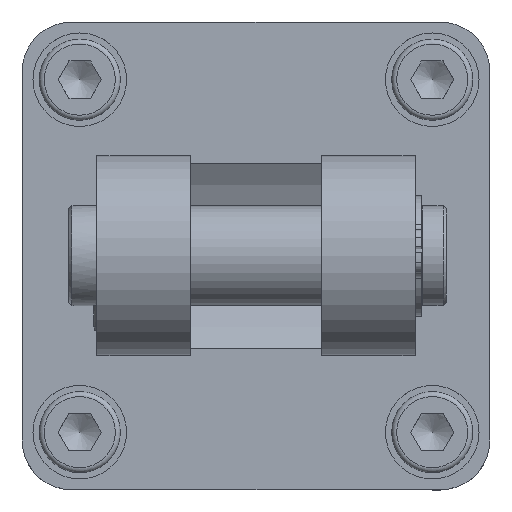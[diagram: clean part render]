
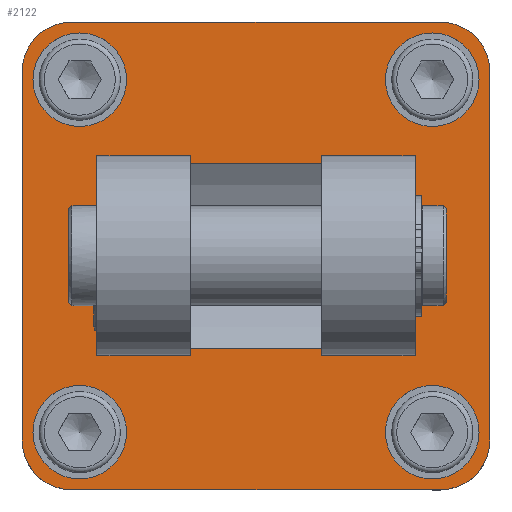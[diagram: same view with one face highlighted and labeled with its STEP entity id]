
A CAD part, top view. The second image highlights one B-rep face of the part: STEP entity #2122.
In plain terms, the highlighted planar face has unit normal (0, 0, 1).
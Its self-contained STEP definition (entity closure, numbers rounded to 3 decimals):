
#126=LINE('',#3450,#250);
#127=LINE('',#3454,#251);
#128=LINE('',#3458,#252);
#131=LINE('',#3465,#255);
#133=LINE('',#3471,#257);
#139=LINE('',#3486,#263);
#140=LINE('',#3488,#264);
#141=LINE('',#3489,#265);
#142=LINE('',#3491,#266);
#145=LINE('',#3497,#269);
#147=LINE('',#3504,#271);
#149=LINE('',#3507,#273);
#150=LINE('',#3553,#274);
#155=LINE('',#3567,#279);
#159=LINE('',#3579,#283);
#163=LINE('',#3591,#287);
#250=VECTOR('',#2777,21.);
#251=VECTOR('',#2780,21.);
#252=VECTOR('',#2785,1.237);
#255=VECTOR('',#2790,1.237);
#257=VECTOR('',#2794,15.);
#263=VECTOR('',#2808,15.);
#264=VECTOR('',#2811,1.237);
#265=VECTOR('',#2812,1.237);
#266=VECTOR('',#2815,32.);
#269=VECTOR('',#2820,15.);
#271=VECTOR('',#2828,15.);
#273=VECTOR('',#2832,32.);
#274=VECTOR('',#2891,59.);
#279=VECTOR('',#2904,59.);
#283=VECTOR('',#2916,59.);
#287=VECTOR('',#2928,59.);
#415=FACE_BOUND('',#746,.T.);
#416=FACE_BOUND('',#747,.T.);
#417=FACE_BOUND('',#748,.T.);
#418=FACE_BOUND('',#749,.T.);
#419=FACE_BOUND('',#750,.T.);
#550=FACE_OUTER_BOUND('',#745,.T.);
#745=EDGE_LOOP('',(#1766,#1767,#1768,#1769,#1770,#1771,#1772,#1773));
#746=EDGE_LOOP('',(#1774,#1775,#1776,#1777,#1778,#1779,#1780,#1781,#1782,
#1783,#1784,#1785));
#747=EDGE_LOOP('',(#1786));
#748=EDGE_LOOP('',(#1787));
#749=EDGE_LOOP('',(#1788));
#750=EDGE_LOOP('',(#1789));
#831=CIRCLE('',#2315,7.5);
#833=CIRCLE('',#2319,7.5);
#835=CIRCLE('',#2323,7.5);
#840=CIRCLE('',#2333,7.5);
#842=CIRCLE('',#2339,8.);
#844=CIRCLE('',#2343,8.);
#846=CIRCLE('',#2347,8.);
#848=CIRCLE('',#2351,8.);
#987=VERTEX_POINT('',#3448);
#988=VERTEX_POINT('',#3449);
#989=VERTEX_POINT('',#3451);
#990=VERTEX_POINT('',#3453);
#991=VERTEX_POINT('',#3457);
#994=VERTEX_POINT('',#3463);
#995=VERTEX_POINT('',#3467);
#997=VERTEX_POINT('',#3470);
#1001=VERTEX_POINT('',#3482);
#1002=VERTEX_POINT('',#3484);
#1004=VERTEX_POINT('',#3495);
#1006=VERTEX_POINT('',#3503);
#1010=VERTEX_POINT('',#3517);
#1012=VERTEX_POINT('',#3523);
#1014=VERTEX_POINT('',#3529);
#1019=VERTEX_POINT('',#3544);
#1021=VERTEX_POINT('',#3551);
#1022=VERTEX_POINT('',#3552);
#1025=VERTEX_POINT('',#3560);
#1027=VERTEX_POINT('',#3566);
#1029=VERTEX_POINT('',#3572);
#1031=VERTEX_POINT('',#3578);
#1033=VERTEX_POINT('',#3584);
#1035=VERTEX_POINT('',#3590);
#1220=EDGE_CURVE('',#987,#988,#126,.T.);
#1222=EDGE_CURVE('',#990,#989,#127,.T.);
#1224=EDGE_CURVE('',#991,#987,#128,.T.);
#1228=EDGE_CURVE('',#989,#994,#131,.T.);
#1230=EDGE_CURVE('',#997,#995,#133,.T.);
#1238=EDGE_CURVE('',#1001,#1002,#139,.T.);
#1239=EDGE_CURVE('',#988,#1001,#140,.T.);
#1240=EDGE_CURVE('',#995,#990,#141,.T.);
#1241=EDGE_CURVE('',#1002,#997,#142,.T.);
#1244=EDGE_CURVE('',#994,#1004,#145,.T.);
#1247=EDGE_CURVE('',#1006,#991,#147,.T.);
#1249=EDGE_CURVE('',#1004,#1006,#149,.T.);
#1253=EDGE_CURVE('',#1010,#1010,#831,.T.);
#1255=EDGE_CURVE('',#1012,#1012,#833,.T.);
#1257=EDGE_CURVE('',#1014,#1014,#835,.T.);
#1262=EDGE_CURVE('',#1019,#1019,#840,.T.);
#1264=EDGE_CURVE('',#1021,#1022,#150,.T.);
#1268=EDGE_CURVE('',#1022,#1025,#842,.T.);
#1271=EDGE_CURVE('',#1025,#1027,#155,.T.);
#1274=EDGE_CURVE('',#1027,#1029,#844,.T.);
#1277=EDGE_CURVE('',#1029,#1031,#159,.T.);
#1280=EDGE_CURVE('',#1031,#1033,#846,.T.);
#1283=EDGE_CURVE('',#1033,#1035,#163,.T.);
#1286=EDGE_CURVE('',#1035,#1021,#848,.T.);
#1766=ORIENTED_EDGE('',*,*,#1264,.F.);
#1767=ORIENTED_EDGE('',*,*,#1286,.F.);
#1768=ORIENTED_EDGE('',*,*,#1283,.F.);
#1769=ORIENTED_EDGE('',*,*,#1280,.F.);
#1770=ORIENTED_EDGE('',*,*,#1277,.F.);
#1771=ORIENTED_EDGE('',*,*,#1274,.F.);
#1772=ORIENTED_EDGE('',*,*,#1271,.F.);
#1773=ORIENTED_EDGE('',*,*,#1268,.F.);
#1774=ORIENTED_EDGE('',*,*,#1220,.T.);
#1775=ORIENTED_EDGE('',*,*,#1239,.T.);
#1776=ORIENTED_EDGE('',*,*,#1238,.T.);
#1777=ORIENTED_EDGE('',*,*,#1241,.T.);
#1778=ORIENTED_EDGE('',*,*,#1230,.T.);
#1779=ORIENTED_EDGE('',*,*,#1240,.T.);
#1780=ORIENTED_EDGE('',*,*,#1222,.T.);
#1781=ORIENTED_EDGE('',*,*,#1228,.T.);
#1782=ORIENTED_EDGE('',*,*,#1244,.T.);
#1783=ORIENTED_EDGE('',*,*,#1249,.T.);
#1784=ORIENTED_EDGE('',*,*,#1247,.T.);
#1785=ORIENTED_EDGE('',*,*,#1224,.T.);
#1786=ORIENTED_EDGE('',*,*,#1253,.T.);
#1787=ORIENTED_EDGE('',*,*,#1255,.T.);
#1788=ORIENTED_EDGE('',*,*,#1257,.T.);
#1789=ORIENTED_EDGE('',*,*,#1262,.T.);
#1859=PLANE('',#2354);
#2122=ADVANCED_FACE('',(#550,#415,#416,#417,#418,#419),#1859,.T.);
#2315=AXIS2_PLACEMENT_3D('',#3518,#2845,#2846);
#2319=AXIS2_PLACEMENT_3D('',#3524,#2853,#2854);
#2323=AXIS2_PLACEMENT_3D('',#3530,#2861,#2862);
#2333=AXIS2_PLACEMENT_3D('',#3545,#2881,#2882);
#2339=AXIS2_PLACEMENT_3D('',#3561,#2897,#2898);
#2343=AXIS2_PLACEMENT_3D('',#3573,#2909,#2910);
#2347=AXIS2_PLACEMENT_3D('',#3585,#2921,#2922);
#2351=AXIS2_PLACEMENT_3D('',#3596,#2933,#2934);
#2354=AXIS2_PLACEMENT_3D('',#3599,#2939,#2940);
#2777=DIRECTION('',(1.,0.,0.));
#2780=DIRECTION('',(-1.,0.,0.));
#2785=DIRECTION('',(0.,-1.,0.));
#2790=DIRECTION('',(0.,-1.,0.));
#2794=DIRECTION('',(-1.,0.,0.));
#2808=DIRECTION('',(1.,0.,0.));
#2811=DIRECTION('',(0.,1.,0.));
#2812=DIRECTION('',(0.,1.,0.));
#2815=DIRECTION('',(0.,-1.,0.));
#2820=DIRECTION('',(-1.,0.,0.));
#2828=DIRECTION('',(1.,0.,0.));
#2832=DIRECTION('',(0.,1.,0.));
#2845=DIRECTION('center_axis',(0.,0.,
-1.));
#2846=DIRECTION('ref_axis',(-1.,0.,0.));
#2853=DIRECTION('center_axis',(0.,0.,
-1.));
#2854=DIRECTION('ref_axis',(-1.,0.,0.));
#2861=DIRECTION('center_axis',(0.,0.,
-1.));
#2862=DIRECTION('ref_axis',(-1.,0.,0.));
#2881=DIRECTION('center_axis',(0.,0.,
-1.));
#2882=DIRECTION('ref_axis',(-1.,0.,0.));
#2891=DIRECTION('',(1.,0.,0.));
#2897=DIRECTION('center_axis',(0.,0.,
-1.));
#2898=DIRECTION('ref_axis',(1.,0.,0.));
#2904=DIRECTION('',(0.,-1.,0.));
#2909=DIRECTION('center_axis',(0.,0.,
-1.));
#2910=DIRECTION('ref_axis',(0.,-1.,0.));
#2916=DIRECTION('',(-1.,0.,0.));
#2921=DIRECTION('center_axis',(0.,0.,
-1.));
#2922=DIRECTION('ref_axis',(-1.,0.,0.));
#2928=DIRECTION('',(0.,1.,0.));
#2933=DIRECTION('center_axis',(0.,0.,
-1.));
#2934=DIRECTION('ref_axis',(0.,1.,0.));
#2939=DIRECTION('center_axis',(0.,0.,
1.));
#2940=DIRECTION('ref_axis',(1.,0.,0.));
#3448=CARTESIAN_POINT('',(-10.5,14.763,11.));
#3449=CARTESIAN_POINT('',(10.5,14.763,11.));
#3450=CARTESIAN_POINT('',(10.5,14.763,11.));
#3451=CARTESIAN_POINT('',(-10.5,-14.763,11.));
#3453=CARTESIAN_POINT('',(10.5,-14.763,11.));
#3454=CARTESIAN_POINT('',(10.5,-14.763,11.));
#3457=CARTESIAN_POINT('',(-10.5,16.,11.));
#3458=CARTESIAN_POINT('',(-10.5,0.,11.));
#3463=CARTESIAN_POINT('',(-10.5,-16.,11.));
#3465=CARTESIAN_POINT('',(-10.5,0.,11.));
#3467=CARTESIAN_POINT('',(10.5,-16.,11.));
#3470=CARTESIAN_POINT('',(25.5,-16.,11.));
#3471=CARTESIAN_POINT('',(12.75,-16.,11.));
#3482=CARTESIAN_POINT('',(10.5,16.,11.));
#3484=CARTESIAN_POINT('',(25.5,16.,11.));
#3486=CARTESIAN_POINT('',(12.75,16.,11.));
#3488=CARTESIAN_POINT('',(10.5,0.,11.));
#3489=CARTESIAN_POINT('',(10.5,0.,11.));
#3491=CARTESIAN_POINT('',(25.5,0.,11.));
#3495=CARTESIAN_POINT('',(-25.5,-16.,11.));
#3497=CARTESIAN_POINT('',(-12.75,-16.,11.));
#3503=CARTESIAN_POINT('',(-25.5,16.,11.));
#3504=CARTESIAN_POINT('',(-12.75,16.,11.));
#3507=CARTESIAN_POINT('',(-25.5,0.,11.));
#3517=CARTESIAN_POINT('',(35.75,-28.25,11.));
#3518=CARTESIAN_POINT('Origin',(28.25,-28.25,11.));
#3523=CARTESIAN_POINT('',(35.75,28.25,11.));
#3524=CARTESIAN_POINT('Origin',(28.25,28.25,11.));
#3529=CARTESIAN_POINT('',(-20.75,-28.25,11.));
#3530=CARTESIAN_POINT('Origin',(-28.25,-28.25,11.));
#3544=CARTESIAN_POINT('',(-20.75,28.25,11.));
#3545=CARTESIAN_POINT('Origin',(-28.25,28.25,11.));
#3551=CARTESIAN_POINT('',(-29.5,37.5,11.));
#3552=CARTESIAN_POINT('',(29.5,37.5,11.));
#3553=CARTESIAN_POINT('',(29.5,37.5,11.));
#3560=CARTESIAN_POINT('',(37.5,29.5,11.));
#3561=CARTESIAN_POINT('Origin',(29.5,29.5,11.));
#3566=CARTESIAN_POINT('',(37.5,-29.5,11.));
#3567=CARTESIAN_POINT('',(37.5,-29.5,11.));
#3572=CARTESIAN_POINT('',(29.5,-37.5,11.));
#3573=CARTESIAN_POINT('Origin',(29.5,-29.5,11.));
#3578=CARTESIAN_POINT('',(-29.5,-37.5,11.));
#3579=CARTESIAN_POINT('',(-29.5,-37.5,11.));
#3584=CARTESIAN_POINT('',(-37.5,-29.5,11.));
#3585=CARTESIAN_POINT('Origin',(-29.5,-29.5,11.));
#3590=CARTESIAN_POINT('',(-37.5,29.5,11.));
#3591=CARTESIAN_POINT('',(-37.5,29.5,11.));
#3596=CARTESIAN_POINT('Origin',(-29.5,29.5,11.));
#3599=CARTESIAN_POINT('Origin',(0.,0.,11.));
